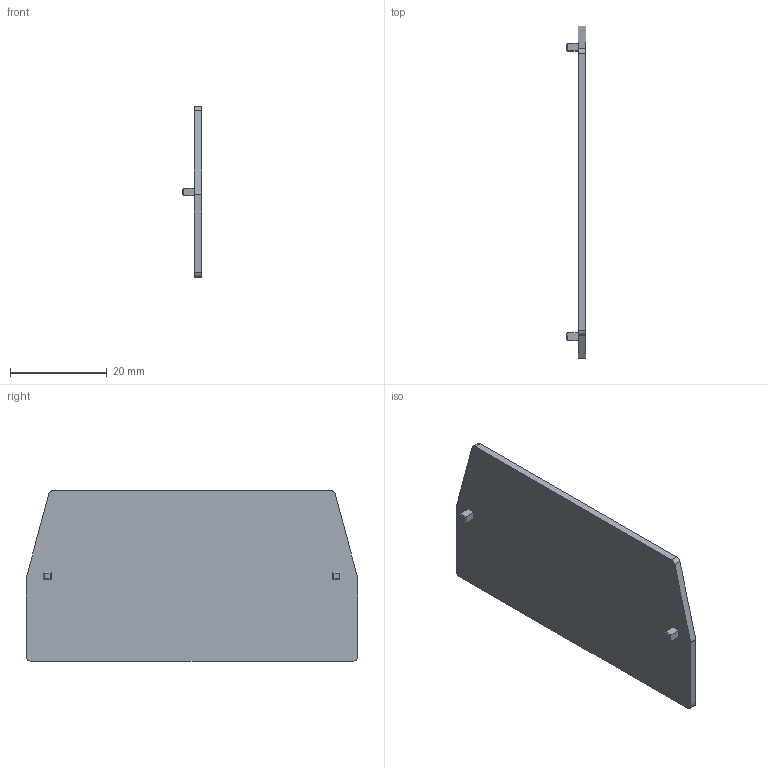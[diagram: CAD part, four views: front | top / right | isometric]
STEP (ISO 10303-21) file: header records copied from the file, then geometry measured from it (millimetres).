
FILE_DESCRIPTION(('CATIA V5 STEP Exchange','CAx-IF Rec.Pracs.--- Model Styling and Organization---1.4--- 2014-01-23'),'2;1');
FILE_NAME ('1423453-2_0', '2022-09-01T12:12:59+00:00', ('none'), ('Weidmueller'), 'CATIA Version 5-6 Release 2016 SP3 HF44', 'CATIA V5 STEP AP214', 'none');
FILE_SCHEMA(('AUTOMOTIVE_DESIGN { 1 0 10303 214 1 1 1 1 }'));
Length unit declared in the file: millimetre
Products named in the file (1): 2868500000
Bounding box: 3.96 x 68.5 x 35.2 mm (x, y, z)
Volume: 3496.5 mm3; surface area: 4971.8 mm2
Topology: 1 solids, 1 shells, 32 faces, 76 edges, 48 vertices
Faces by surface type: plane 26, cylinder 6
Entity records: 922 total; most frequent: CARTESIAN_POINT 166, ORIENTED_EDGE 152, DIRECTION 134, EDGE_CURVE 76, VECTOR 56, LINE 56, VERTEX_POINT 48, AXIS2_PLACEMENT_3D 46
